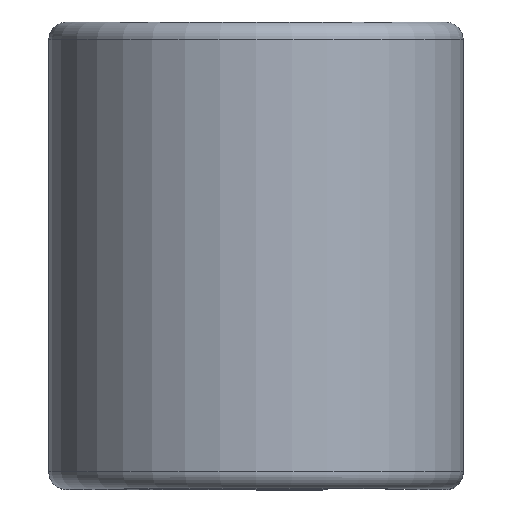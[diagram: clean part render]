
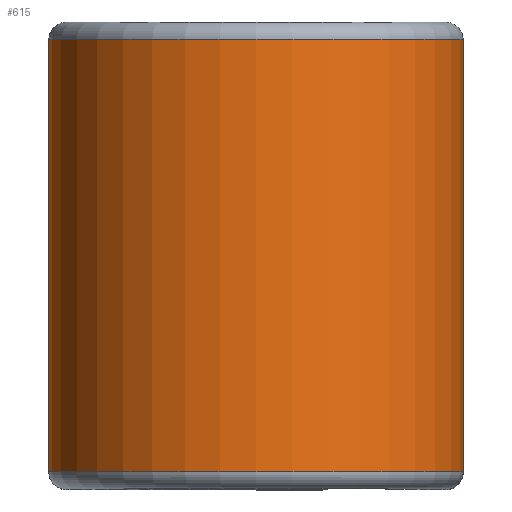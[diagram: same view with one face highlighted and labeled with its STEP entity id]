
A CAD part, top view. The second image highlights one B-rep face of the part: STEP entity #615.
In plain terms, the highlighted cylindrical face has radius 9.157 mm (diameter 18.313 mm), a partial arc.
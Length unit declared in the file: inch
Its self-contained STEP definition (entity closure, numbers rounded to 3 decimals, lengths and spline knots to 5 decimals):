
#42 = VERTEX_POINT ( 'NONE', #2821 ) ;
#110 = CARTESIAN_POINT ( 'NONE',  ( -0.3605, 0.37625, 0.5 ) ) ;
#168 = VECTOR ( 'NONE', #351, 39.37008 ) ;
#307 = CARTESIAN_POINT ( 'NONE',  ( 0., 0.37625, 0.5 ) ) ;
#351 = DIRECTION ( 'NONE',  ( 0., 1., 0. ) ) ;
#452 = CARTESIAN_POINT ( 'NONE',  ( -0.3605, -0.37625, 0.5 ) ) ;
#503 = ORIENTED_EDGE ( 'NONE', *, *, #1986, .F. ) ;
#557 = DIRECTION ( 'NONE',  ( 0., 0., -1. ) ) ;
#579 = EDGE_CURVE ( 'NONE', #42, #2659, #1453, .T. ) ;
#615 = ADVANCED_FACE ( 'NONE', ( #2014 ), #1725, .T. ) ;
#638 = ORIENTED_EDGE ( 'NONE', *, *, #840, .T. ) ;
#654 = CIRCLE ( 'NONE', #2234, 0.3605 ) ;
#815 = ORIENTED_EDGE ( 'NONE', *, *, #2462, .T. ) ;
#840 = EDGE_CURVE ( 'NONE', #1492, #2730, #654, .T. ) ;
#869 = LINE ( 'NONE', #110, #168 ) ;
#1214 = CARTESIAN_POINT ( 'NONE',  ( 0., -0.37625, 0.5 ) ) ;
#1289 = EDGE_LOOP ( 'NONE', ( #815, #638, #503, #1892 ) ) ;
#1377 = VECTOR ( 'NONE', #2019, 39.37008 ) ;
#1445 = DIRECTION ( 'NONE',  ( 0., 0., -1. ) ) ;
#1453 = CIRCLE ( 'NONE', #1873, 0.3605 ) ;
#1492 = VERTEX_POINT ( 'NONE', #1855 ) ;
#1662 = AXIS2_PLACEMENT_3D ( 'NONE', #2391, #2816, #2399 ) ;
#1725 = CYLINDRICAL_SURFACE ( 'NONE', #1662, 0.3605 ) ;
#1791 = CARTESIAN_POINT ( 'NONE',  ( 0.3605, 0.37625, 0.5 ) ) ;
#1855 = CARTESIAN_POINT ( 'NONE',  ( 0.3605, 0.37625, 0.5 ) ) ;
#1873 = AXIS2_PLACEMENT_3D ( 'NONE', #1214, #2828, #1445 ) ;
#1892 = ORIENTED_EDGE ( 'NONE', *, *, #579, .F. ) ;
#1962 = DIRECTION ( 'NONE',  ( 0., -1., 0. ) ) ;
#1986 = EDGE_CURVE ( 'NONE', #2659, #2730, #869, .T. ) ;
#2014 = FACE_OUTER_BOUND ( 'NONE', #1289, .T. ) ;
#2019 = DIRECTION ( 'NONE',  ( 0., 1., 0. ) ) ;
#2077 = LINE ( 'NONE', #1791, #1377 ) ;
#2234 = AXIS2_PLACEMENT_3D ( 'NONE', #307, #1962, #557 ) ;
#2391 = CARTESIAN_POINT ( 'NONE',  ( 0., 0.375, 0.5 ) ) ;
#2399 = DIRECTION ( 'NONE',  ( 0., 0., -1. ) ) ;
#2462 = EDGE_CURVE ( 'NONE', #42, #1492, #2077, .T. ) ;
#2659 = VERTEX_POINT ( 'NONE', #452 ) ;
#2730 = VERTEX_POINT ( 'NONE', #2879 ) ;
#2816 = DIRECTION ( 'NONE',  ( 0., -1., 0. ) ) ;
#2821 = CARTESIAN_POINT ( 'NONE',  ( 0.3605, -0.37625, 0.5 ) ) ;
#2828 = DIRECTION ( 'NONE',  ( 0., -1., 0. ) ) ;
#2879 = CARTESIAN_POINT ( 'NONE',  ( -0.3605, 0.37625, 0.5 ) ) ;
